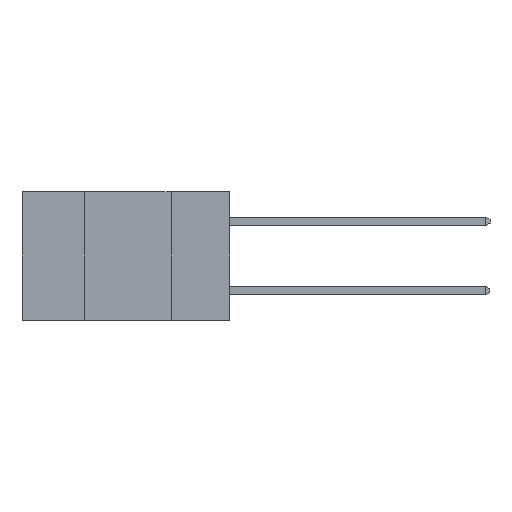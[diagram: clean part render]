
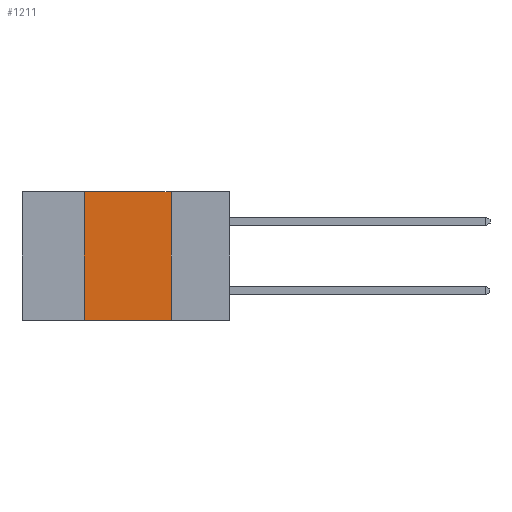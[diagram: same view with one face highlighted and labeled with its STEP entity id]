
A CAD part, left-side view. The second image highlights one B-rep face of the part: STEP entity #1211.
In plain terms, the highlighted planar face has unit normal (-1, 0, 0).
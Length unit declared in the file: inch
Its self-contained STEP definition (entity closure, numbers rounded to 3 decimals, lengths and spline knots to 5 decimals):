
#652 = CARTESIAN_POINT ( 'NONE',  ( 0., 0.6, -0.37 ) ) ;
#1075 = CARTESIAN_POINT ( 'NONE',  ( 0., 0.17, -0.37 ) ) ;
#1211 = ADVANCED_FACE ( 'NONE', ( #6052 ), #3095, .F. ) ;
#1927 = LINE ( 'NONE', #14231, #16149 ) ;
#3095 = PLANE ( 'NONE',  #7133 ) ;
#3302 = DIRECTION ( 'NONE',  ( 1., 0., 0. ) ) ;
#4041 = LINE ( 'NONE', #652, #11906 ) ;
#4269 = EDGE_CURVE ( 'NONE', #4480, #11226, #5816, .T. ) ;
#4354 = EDGE_CURVE ( 'NONE', #16667, #4558, #4041, .T. ) ;
#4480 = VERTEX_POINT ( 'NONE', #6479 ) ;
#4558 = VERTEX_POINT ( 'NONE', #1075 ) ;
#4632 = ORIENTED_EDGE ( 'NONE', *, *, #13629, .F. ) ;
#5816 = LINE ( 'NONE', #15425, #6230 ) ;
#6052 = FACE_OUTER_BOUND ( 'NONE', #11327, .T. ) ;
#6230 = VECTOR ( 'NONE', #8673, 39.37008 ) ;
#6479 = CARTESIAN_POINT ( 'NONE',  ( 0., 0.42, 0. ) ) ;
#7133 = AXIS2_PLACEMENT_3D ( 'NONE', #16858, #3302, #7769 ) ;
#7267 = ORIENTED_EDGE ( 'NONE', *, *, #4354, .T. ) ;
#7769 = DIRECTION ( 'NONE',  ( 0., 0., -1. ) ) ;
#8103 = EDGE_CURVE ( 'NONE', #16667, #4480, #1927, .T. ) ;
#8673 = DIRECTION ( 'NONE',  ( 0., -1., 0. ) ) ;
#9668 = DIRECTION ( 'NONE',  ( 0., 0., -1. ) ) ;
#10193 = DIRECTION ( 'NONE',  ( 0., 0., 1. ) ) ;
#11226 = VERTEX_POINT ( 'NONE', #16734 ) ;
#11327 = EDGE_LOOP ( 'NONE', ( #4632, #17618, #11394, #7267 ) ) ;
#11394 = ORIENTED_EDGE ( 'NONE', *, *, #8103, .F. ) ;
#11790 = DIRECTION ( 'NONE',  ( 0., -1., 0. ) ) ;
#11906 = VECTOR ( 'NONE', #11790, 39.37008 ) ;
#13616 = VECTOR ( 'NONE', #9668, 39.37008 ) ;
#13629 = EDGE_CURVE ( 'NONE', #11226, #4558, #17106, .T. ) ;
#14231 = CARTESIAN_POINT ( 'NONE',  ( 0., 0.42, 0. ) ) ;
#15425 = CARTESIAN_POINT ( 'NONE',  ( 0., 0.6, 0. ) ) ;
#15855 = CARTESIAN_POINT ( 'NONE',  ( 0., 0.42, -0.37 ) ) ;
#16149 = VECTOR ( 'NONE', #10193, 39.37008 ) ;
#16368 = CARTESIAN_POINT ( 'NONE',  ( 0., 0.17, 0. ) ) ;
#16667 = VERTEX_POINT ( 'NONE', #15855 ) ;
#16734 = CARTESIAN_POINT ( 'NONE',  ( 0., 0.17, 0. ) ) ;
#16858 = CARTESIAN_POINT ( 'NONE',  ( 0., 0.6, 0. ) ) ;
#17106 = LINE ( 'NONE', #16368, #13616 ) ;
#17618 = ORIENTED_EDGE ( 'NONE', *, *, #4269, .F. ) ;
